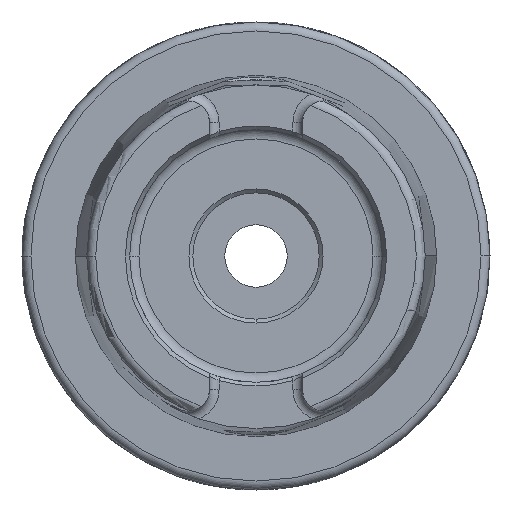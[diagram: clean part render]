
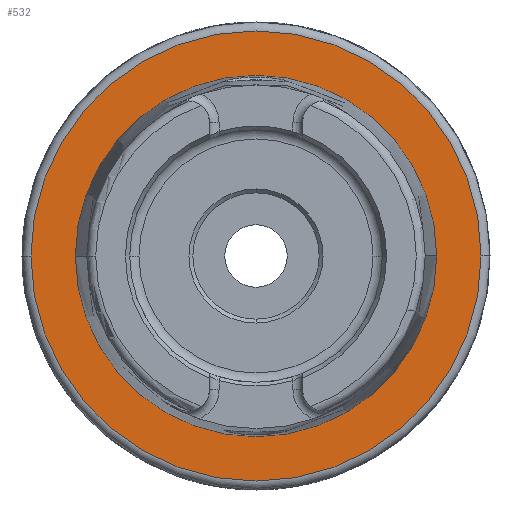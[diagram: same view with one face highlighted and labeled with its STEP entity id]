
A CAD part, left-side view. The second image highlights one B-rep face of the part: STEP entity #532.
In plain terms, the highlighted planar face has unit normal (-1, 0, 0).
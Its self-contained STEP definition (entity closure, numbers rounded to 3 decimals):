
#232 = CARTESIAN_POINT ( 'NONE',  ( 0., 0., 0. ) ) ;
#369 = CIRCLE ( 'NONE', #4396, 24.321 ) ;
#532 = ADVANCED_FACE ( 'NONE', ( #3184, #4442 ), #2818, .T. ) ;
#654 = CIRCLE ( 'NONE', #5272, 24.321 ) ;
#792 = DIRECTION ( 'NONE',  ( 1., 0., 0. ) ) ;
#835 = DIRECTION ( 'NONE',  ( 0., 1., 0. ) ) ;
#1003 = CARTESIAN_POINT ( 'NONE',  ( 0., -24.321, 0. ) ) ;
#1490 = EDGE_LOOP ( 'NONE', ( #2997, #4190 ) ) ;
#1609 = EDGE_CURVE ( 'NONE', #6119, #4959, #6778, .T. ) ;
#1628 = CARTESIAN_POINT ( 'NONE',  ( 0., 24.321, 0. ) ) ;
#1925 = VERTEX_POINT ( 'NONE', #1628 ) ;
#1944 = ORIENTED_EDGE ( 'NONE', *, *, #3513, .T. ) ;
#2260 = DIRECTION ( 'NONE',  ( 1., 0., 0. ) ) ;
#2678 = DIRECTION ( 'NONE',  ( 1., 0., 0. ) ) ;
#2735 = AXIS2_PLACEMENT_3D ( 'NONE', #6317, #2678, #4651 ) ;
#2760 = DIRECTION ( 'NONE',  ( 0., -1., 0. ) ) ;
#2790 = DIRECTION ( 'NONE',  ( -1., 0., 0. ) ) ;
#2818 = PLANE ( 'NONE',  #5668 ) ;
#2997 = ORIENTED_EDGE ( 'NONE', *, *, #3804, .F. ) ;
#3184 = FACE_BOUND ( 'NONE', #6869, .T. ) ;
#3416 = ORIENTED_EDGE ( 'NONE', *, *, #4414, .T. ) ;
#3513 = EDGE_CURVE ( 'NONE', #1925, #5019, #654, .T. ) ;
#3578 = CIRCLE ( 'NONE', #4715, 30.3 ) ;
#3804 = EDGE_CURVE ( 'NONE', #4959, #6119, #3578, .T. ) ;
#3937 = CARTESIAN_POINT ( 'NONE',  ( 0., 30.3, 0. ) ) ;
#4190 = ORIENTED_EDGE ( 'NONE', *, *, #1609, .F. ) ;
#4396 = AXIS2_PLACEMENT_3D ( 'NONE', #232, #4465, #835 ) ;
#4414 = EDGE_CURVE ( 'NONE', #5019, #1925, #369, .T. ) ;
#4423 = CARTESIAN_POINT ( 'NONE',  ( 0., 0., 0. ) ) ;
#4442 = FACE_OUTER_BOUND ( 'NONE', #1490, .T. ) ;
#4465 = DIRECTION ( 'NONE',  ( 1., 0., 0. ) ) ;
#4565 = CARTESIAN_POINT ( 'NONE',  ( 0., 24.321, 0. ) ) ;
#4651 = DIRECTION ( 'NONE',  ( 0., 1., 0. ) ) ;
#4715 = AXIS2_PLACEMENT_3D ( 'NONE', #5933, #2260, #6578 ) ;
#4959 = VERTEX_POINT ( 'NONE', #3937 ) ;
#5019 = VERTEX_POINT ( 'NONE', #1003 ) ;
#5051 = DIRECTION ( 'NONE',  ( 0., 1., 0. ) ) ;
#5153 = CARTESIAN_POINT ( 'NONE',  ( 0., -30.3, 0. ) ) ;
#5272 = AXIS2_PLACEMENT_3D ( 'NONE', #4423, #792, #5051 ) ;
#5668 = AXIS2_PLACEMENT_3D ( 'NONE', #4565, #2790, #2760 ) ;
#5933 = CARTESIAN_POINT ( 'NONE',  ( 0., 0., 0. ) ) ;
#6119 = VERTEX_POINT ( 'NONE', #5153 ) ;
#6317 = CARTESIAN_POINT ( 'NONE',  ( 0., 0., 0. ) ) ;
#6578 = DIRECTION ( 'NONE',  ( 0., 1., 0. ) ) ;
#6778 = CIRCLE ( 'NONE', #2735, 30.3 ) ;
#6869 = EDGE_LOOP ( 'NONE', ( #1944, #3416 ) ) ;
